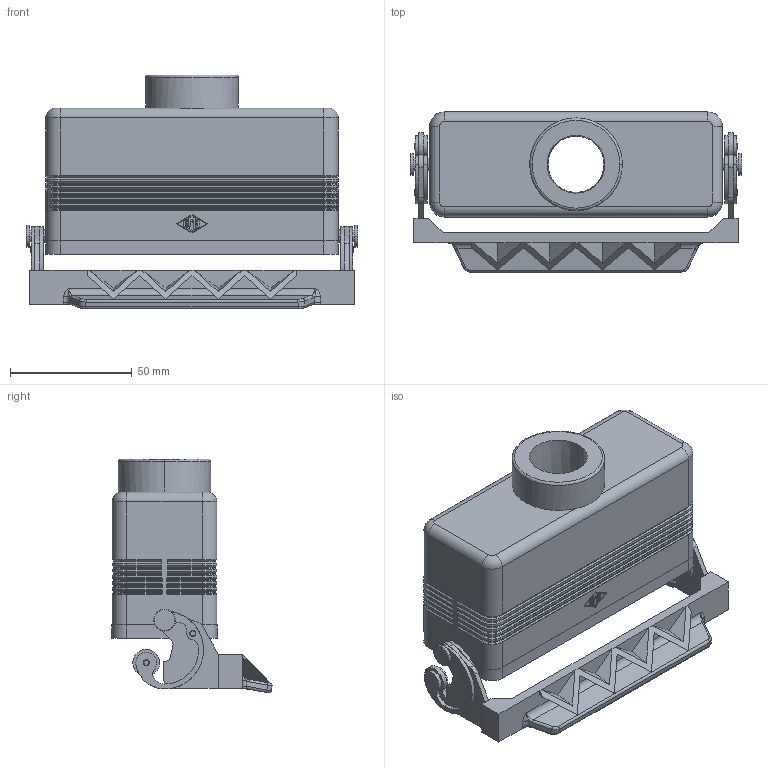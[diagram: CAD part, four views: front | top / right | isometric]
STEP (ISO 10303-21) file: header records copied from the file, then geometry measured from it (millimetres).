
FILE_DESCRIPTION(('Creo Elements/Direct Modeling STEP Export'),'2;1');
FILE_NAME('CHVT_24_5_LG.stp','2012-12-19T11:28:49',(''),(''),'Creo Elements/Direct Modeling STEP processor for AP214 (Solid Model)','Creo Elements/Direct Modeling 18.0B 02-Dec-2011 (C) Parametric Technology GmbH','');
FILE_SCHEMA(('AUTOMOTIVE_DESIGN { 1 0 10303 214 1 1 1 1 }'));
Length unit declared in the file: millimetre
Products named in the file (1): MSBO15075
Bounding box: 136 x 65.64 x 95.87 mm (x, y, z)
Volume: 118988 mm3; surface area: 62119.3 mm2
Topology: 1 solids, 3 shells, 773 faces, 1917 edges, 1161 vertices
Faces by surface type: plane 333, cylinder 245, torus 90, cone 62, bspline 36, revolution 7
Entity records: 30116 total; most frequent: CARTESIAN_POINT 6030, ORIENTED_EDGE 3804, DIRECTION 3750, EDGE_CURVE 1902, AXIS2_PLACEMENT_3D 1340, VERTEX_POINT 1161, VECTOR 1063, LINE 1063
